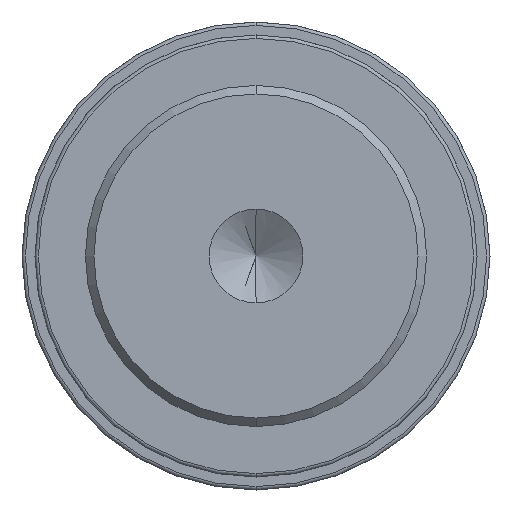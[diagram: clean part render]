
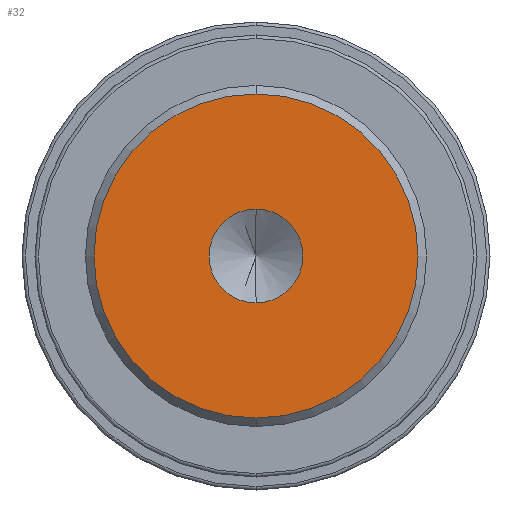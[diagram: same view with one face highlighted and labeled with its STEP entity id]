
A CAD part, front view. The second image highlights one B-rep face of the part: STEP entity #32.
In plain terms, the highlighted planar face has unit normal (0, -1, 0).
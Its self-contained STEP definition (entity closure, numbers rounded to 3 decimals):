
#4 = DIRECTION ( 'NONE',  ( 0., 0., -1. ) ) ;
#17 = CARTESIAN_POINT ( 'NONE',  ( 0., 0., 2.75 ) ) ;
#18 = ORIENTED_EDGE ( 'NONE', *, *, #34, .T. ) ;
#32 = ADVANCED_FACE ( 'NONE', ( #379, #133 ), #406, .F. ) ;
#34 = EDGE_CURVE ( 'NONE', #105, #167, #633, .T. ) ;
#61 = VERTEX_POINT ( 'NONE', #17 ) ;
#82 = ORIENTED_EDGE ( 'NONE', *, *, #154, .T. ) ;
#105 = VERTEX_POINT ( 'NONE', #612 ) ;
#111 = CARTESIAN_POINT ( 'NONE',  ( 0., 0., 0. ) ) ;
#116 = DIRECTION ( 'NONE',  ( 0., 1., 0. ) ) ;
#133 = FACE_BOUND ( 'NONE', #228, .T. ) ;
#154 = EDGE_CURVE ( 'NONE', #167, #105, #559, .T. ) ;
#167 = VERTEX_POINT ( 'NONE', #297 ) ;
#168 = CARTESIAN_POINT ( 'NONE',  ( 0., 0., 0. ) ) ;
#177 = ORIENTED_EDGE ( 'NONE', *, *, #561, .F. ) ;
#215 = AXIS2_PLACEMENT_3D ( 'NONE', #573, #276, #4 ) ;
#228 = EDGE_LOOP ( 'NONE', ( #394, #177 ) ) ;
#236 = AXIS2_PLACEMENT_3D ( 'NONE', #168, #625, #522 ) ;
#246 = DIRECTION ( 'NONE',  ( 0., 0., 1. ) ) ;
#258 = DIRECTION ( 'NONE',  ( 0., -1., 0. ) ) ;
#276 = DIRECTION ( 'NONE',  ( 0., -1., 0. ) ) ;
#279 = EDGE_CURVE ( 'NONE', #368, #61, #611, .T. ) ;
#297 = CARTESIAN_POINT ( 'NONE',  ( 0., 0., 9.5 ) ) ;
#298 = DIRECTION ( 'NONE',  ( 0., 0., 1. ) ) ;
#299 = AXIS2_PLACEMENT_3D ( 'NONE', #346, #498, #246 ) ;
#340 = AXIS2_PLACEMENT_3D ( 'NONE', #111, #116, #298 ) ;
#346 = CARTESIAN_POINT ( 'NONE',  ( 0., 0., 0. ) ) ;
#365 = CARTESIAN_POINT ( 'NONE',  ( 0., 0., 0. ) ) ;
#368 = VERTEX_POINT ( 'NONE', #506 ) ;
#370 = CIRCLE ( 'NONE', #215, 2.75 ) ;
#379 = FACE_OUTER_BOUND ( 'NONE', #481, .T. ) ;
#394 = ORIENTED_EDGE ( 'NONE', *, *, #279, .F. ) ;
#406 = PLANE ( 'NONE',  #340 ) ;
#481 = EDGE_LOOP ( 'NONE', ( #82, #18 ) ) ;
#498 = DIRECTION ( 'NONE',  ( 0., -1., 0. ) ) ;
#506 = CARTESIAN_POINT ( 'NONE',  ( 0., 0., -2.75 ) ) ;
#522 = DIRECTION ( 'NONE',  ( 0., 0., -1. ) ) ;
#559 = CIRCLE ( 'NONE', #609, 9.5 ) ;
#561 = EDGE_CURVE ( 'NONE', #61, #368, #370, .T. ) ;
#573 = CARTESIAN_POINT ( 'NONE',  ( 0., 0., 0. ) ) ;
#606 = DIRECTION ( 'NONE',  ( 0., 0., 1. ) ) ;
#609 = AXIS2_PLACEMENT_3D ( 'NONE', #365, #258, #606 ) ;
#611 = CIRCLE ( 'NONE', #236, 2.75 ) ;
#612 = CARTESIAN_POINT ( 'NONE',  ( 0., 0., -9.5 ) ) ;
#625 = DIRECTION ( 'NONE',  ( 0., -1., 0. ) ) ;
#633 = CIRCLE ( 'NONE', #299, 9.5 ) ;
